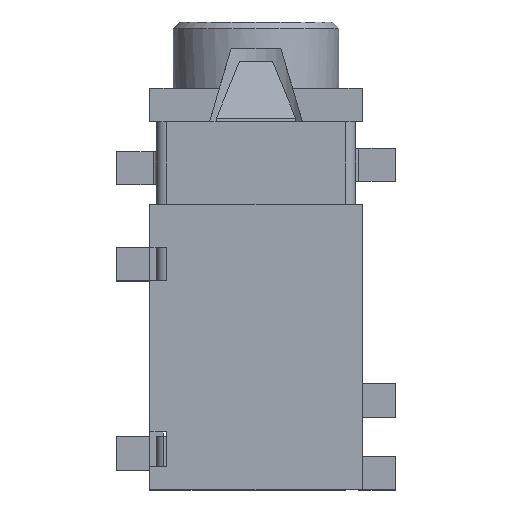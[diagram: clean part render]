
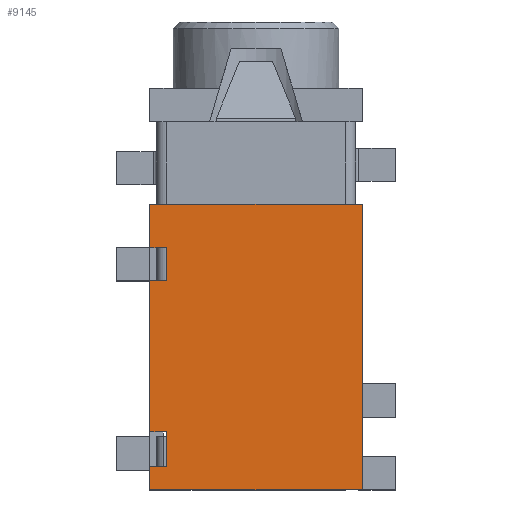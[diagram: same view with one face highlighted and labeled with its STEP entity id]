
A CAD part, top view. The second image highlights one B-rep face of the part: STEP entity #9145.
In plain terms, the highlighted planar face has unit normal (0, 0, 1).
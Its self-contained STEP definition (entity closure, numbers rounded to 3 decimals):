
#302=PLANE('',#9711);
#772=FACE_OUTER_BOUND('',#1269,.T.);
#1269=EDGE_LOOP('',(#6388,#6389,#6390,#6391,#6392,#6393,#6394,#6395,#6396,
#6397,#6398,#6399));
#1761=LINE('',#12308,#2766);
#1889=LINE('',#12878,#2894);
#1940=LINE('',#12986,#2945);
#1944=LINE('',#12993,#2949);
#1947=LINE('',#12999,#2952);
#1980=LINE('',#13064,#2985);
#1984=LINE('',#13071,#2989);
#1985=LINE('',#13073,#2990);
#1986=LINE('',#13074,#2991);
#1987=LINE('',#13075,#2992);
#1988=LINE('',#13077,#2993);
#1989=LINE('',#13078,#2994);
#2766=VECTOR('',#10232,1000.);
#2894=VECTOR('',#10450,1000.);
#2945=VECTOR('',#10531,1000.);
#2949=VECTOR('',#10535,1000.);
#2952=VECTOR('',#10538,1000.);
#2985=VECTOR('',#10591,1000.);
#2989=VECTOR('',#10597,1000.);
#2990=VECTOR('',#10598,1000.);
#2991=VECTOR('',#10599,1000.);
#2992=VECTOR('',#10600,1000.);
#2993=VECTOR('',#10601,1000.);
#2994=VECTOR('',#10602,1000.);
#3865=VERTEX_POINT('',#12305);
#3866=VERTEX_POINT('',#12307);
#4074=VERTEX_POINT('',#12875);
#4075=VERTEX_POINT('',#12877);
#4116=VERTEX_POINT('',#12983);
#4117=VERTEX_POINT('',#12985);
#4120=VERTEX_POINT('',#12991);
#4122=VERTEX_POINT('',#12996);
#4123=VERTEX_POINT('',#12998);
#4147=VERTEX_POINT('',#13070);
#4148=VERTEX_POINT('',#13072);
#4149=VERTEX_POINT('',#13076);
#4724=EDGE_CURVE('',#3866,#3865,#1761,.T.);
#4937=EDGE_CURVE('',#4074,#4075,#1889,.T.);
#4990=EDGE_CURVE('',#4117,#4116,#1940,.T.);
#4994=EDGE_CURVE('',#4074,#4120,#1944,.T.);
#4997=EDGE_CURVE('',#4123,#4122,#1947,.T.);
#5031=EDGE_CURVE('',#4116,#3866,#1980,.T.);
#5035=EDGE_CURVE('',#4147,#4120,#1984,.T.);
#5036=EDGE_CURVE('',#4148,#4147,#1985,.T.);
#5037=EDGE_CURVE('',#4117,#4148,#1986,.T.);
#5038=EDGE_CURVE('',#4123,#3865,#1987,.T.);
#5039=EDGE_CURVE('',#4149,#4122,#1988,.T.);
#5040=EDGE_CURVE('',#4075,#4149,#1989,.T.);
#6388=ORIENTED_EDGE('',*,*,#4937,.F.);
#6389=ORIENTED_EDGE('',*,*,#4994,.T.);
#6390=ORIENTED_EDGE('',*,*,#5035,.F.);
#6391=ORIENTED_EDGE('',*,*,#5036,.F.);
#6392=ORIENTED_EDGE('',*,*,#5037,.F.);
#6393=ORIENTED_EDGE('',*,*,#4990,.T.);
#6394=ORIENTED_EDGE('',*,*,#5031,.T.);
#6395=ORIENTED_EDGE('',*,*,#4724,.T.);
#6396=ORIENTED_EDGE('',*,*,#5038,.F.);
#6397=ORIENTED_EDGE('',*,*,#4997,.T.);
#6398=ORIENTED_EDGE('',*,*,#5039,.F.);
#6399=ORIENTED_EDGE('',*,*,#5040,.F.);
#9145=ADVANCED_FACE('',(#772),#302,.T.);
#9711=AXIS2_PLACEMENT_3D('',#13069,#10595,#10596);
#10232=DIRECTION('',(0.,1.,0.));
#10450=DIRECTION('',(1.,0.,0.));
#10531=DIRECTION('',(0.,-1.,0.));
#10535=DIRECTION('',(0.,-1.,0.));
#10538=DIRECTION('',(0.,-1.,0.));
#10591=DIRECTION('',(1.,0.,0.));
#10595=DIRECTION('center_axis',(0.,0.,1.));
#10596=DIRECTION('ref_axis',(1.,0.,0.));
#10597=DIRECTION('',(-1.,0.,0.));
#10598=DIRECTION('',(0.,1.,0.));
#10599=DIRECTION('',(1.,0.,0.));
#10600=DIRECTION('',(1.,0.,0.));
#10601=DIRECTION('',(-1.,0.,0.));
#10602=DIRECTION('',(0.,1.,0.));
#12305=CARTESIAN_POINT('',(3.2,1.55,4.4));
#12307=CARTESIAN_POINT('',(3.2,-7.05,4.4));
#12308=CARTESIAN_POINT('',(3.2,5.05,4.4));
#12875=CARTESIAN_POINT('',(-3.2,-0.75,4.4));
#12877=CARTESIAN_POINT('',(-2.7,-0.75,4.4));
#12878=CARTESIAN_POINT('',(0.,-0.75,4.4));
#12983=CARTESIAN_POINT('',(-3.2,-7.05,4.4));
#12985=CARTESIAN_POINT('',(-3.2,-6.358,4.4));
#12986=CARTESIAN_POINT('',(-3.2,5.05,4.4));
#12991=CARTESIAN_POINT('',(-3.2,-5.3,4.4));
#12993=CARTESIAN_POINT('',(-3.2,5.05,4.4));
#12996=CARTESIAN_POINT('',(-3.2,0.25,4.4));
#12998=CARTESIAN_POINT('',(-3.2,1.55,4.4));
#12999=CARTESIAN_POINT('',(-3.2,5.05,4.4));
#13064=CARTESIAN_POINT('',(-3.2,-7.05,4.4));
#13069=CARTESIAN_POINT('Origin',(0.,0.,4.4));
#13070=CARTESIAN_POINT('',(-2.7,-5.3,4.4));
#13071=CARTESIAN_POINT('',(0.,-5.3,4.4));
#13072=CARTESIAN_POINT('',(-2.7,-6.358,4.4));
#13073=CARTESIAN_POINT('',(-2.7,0.,4.4));
#13074=CARTESIAN_POINT('',(0.,-6.358,4.4));
#13075=CARTESIAN_POINT('',(0.,1.55,4.4));
#13076=CARTESIAN_POINT('',(-2.7,0.25,4.4));
#13077=CARTESIAN_POINT('',(0.,0.25,4.4));
#13078=CARTESIAN_POINT('',(-2.7,0.,4.4));
